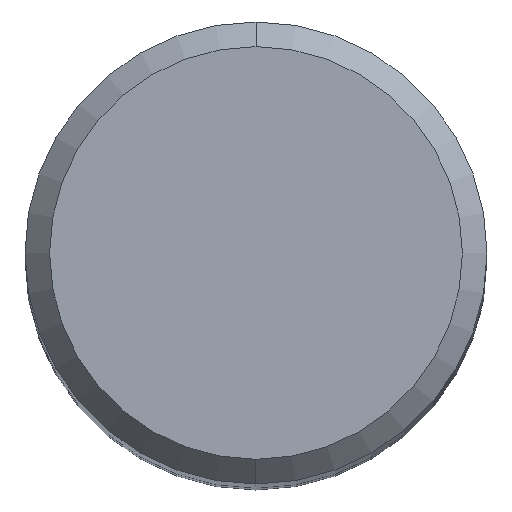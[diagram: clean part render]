
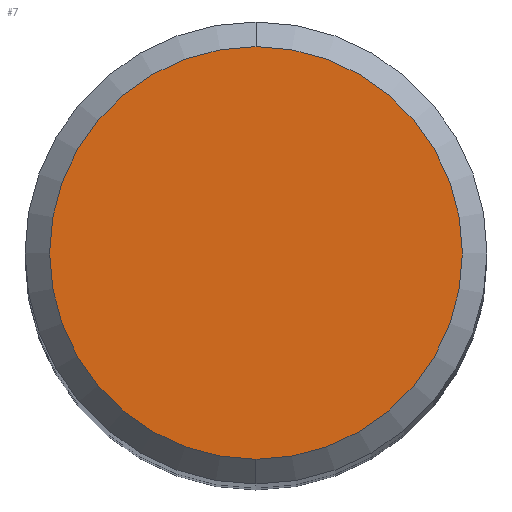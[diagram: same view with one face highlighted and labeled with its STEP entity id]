
A CAD part, top view. The second image highlights one B-rep face of the part: STEP entity #7.
In plain terms, the highlighted planar face has unit normal (0, 0, 1).
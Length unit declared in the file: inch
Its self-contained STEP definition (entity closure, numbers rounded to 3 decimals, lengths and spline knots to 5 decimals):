
#7 = ADVANCED_FACE ( 'NONE', ( #130 ), #317, .F. ) ;
#10 = DIRECTION ( 'NONE',  ( 0., 0., 1. ) ) ;
#20 = AXIS2_PLACEMENT_3D ( 'NONE', #45, #291, #171 ) ;
#22 = VERTEX_POINT ( 'NONE', #104 ) ;
#26 = CIRCLE ( 'NONE', #20, 0.1675 ) ;
#29 = EDGE_LOOP ( 'NONE', ( #321, #54 ) ) ;
#45 = CARTESIAN_POINT ( 'NONE',  ( 0., 0., 0. ) ) ;
#54 = ORIENTED_EDGE ( 'NONE', *, *, #278, .T. ) ;
#104 = CARTESIAN_POINT ( 'NONE',  ( 0., 0.1675, 0. ) ) ;
#111 = AXIS2_PLACEMENT_3D ( 'NONE', #389, #10, #262 ) ;
#130 = FACE_OUTER_BOUND ( 'NONE', #29, .T. ) ;
#147 = CARTESIAN_POINT ( 'NONE',  ( 0., -0.1675, 0. ) ) ;
#171 = DIRECTION ( 'NONE',  ( 0., -1., 0. ) ) ;
#203 = DIRECTION ( 'NONE',  ( 0., 0., -1. ) ) ;
#247 = EDGE_CURVE ( 'NONE', #22, #412, #26, .T. ) ;
#254 = CARTESIAN_POINT ( 'NONE',  ( 0., 0.1675, 0. ) ) ;
#262 = DIRECTION ( 'NONE',  ( 0., -1., 0. ) ) ;
#278 = EDGE_CURVE ( 'NONE', #412, #22, #360, .T. ) ;
#291 = DIRECTION ( 'NONE',  ( 0., 0., 1. ) ) ;
#302 = AXIS2_PLACEMENT_3D ( 'NONE', #254, #203, #350 ) ;
#317 = PLANE ( 'NONE',  #302 ) ;
#321 = ORIENTED_EDGE ( 'NONE', *, *, #247, .T. ) ;
#350 = DIRECTION ( 'NONE',  ( 0., 1., 0. ) ) ;
#360 = CIRCLE ( 'NONE', #111, 0.1675 ) ;
#389 = CARTESIAN_POINT ( 'NONE',  ( 0., 0., 0. ) ) ;
#412 = VERTEX_POINT ( 'NONE', #147 ) ;
